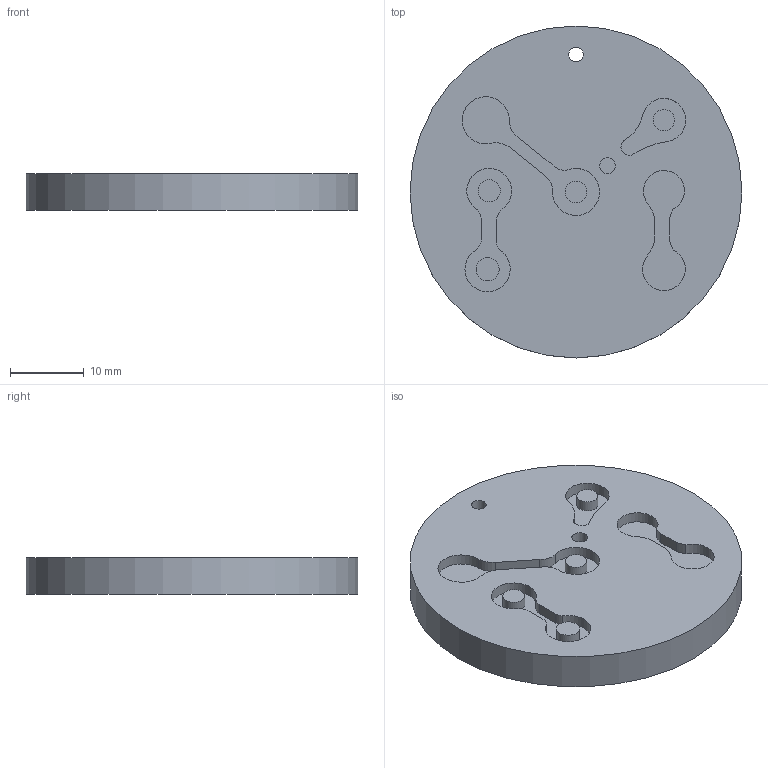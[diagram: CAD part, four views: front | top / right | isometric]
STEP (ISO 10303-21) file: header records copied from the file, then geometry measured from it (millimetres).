
FILE_DESCRIPTION(/* description */ (''),/* implementation_level */ '2;1');
FILE_NAME(/* name */ 'Makera40mmKeychain.step',/* time_stamp */ '2023-12-12T10:04:24-05:00',/* author */ (''),/* organization */ (''),/* preprocessor_version */ 'ST-DEVELOPER v20',/* originating_system */ 'Autodesk Translation Framework v12.14.0.127',/* authorisation */ '');
FILE_SCHEMA (('AUTOMOTIVE_DESIGN { 1 0 10303 214 3 1 1 }'));
Length unit declared in the file: millimetre
Products named in the file (1): Keychaintest
Bounding box: 45 x 45 x 5 mm (x, y, z)
Volume: 7597.2 mm3; surface area: 4225.4 mm2
Topology: 1 solids, 1 shells, 46 faces, 105 edges, 70 vertices
Faces by surface type: cylinder 29, plane 17
Full cylindrical faces by diameter (mm): 2 x1, 2.153 x1, 2.871 x1, 2.951 x1, 3.001 x1, 3.127 x1, 45 x1
Entity records: 1364 total; most frequent: DIRECTION 257, CARTESIAN_POINT 222, ORIENTED_EDGE 210, EDGE_CURVE 105, AXIS2_PLACEMENT_3D 105, VERTEX_POINT 70, CIRCLE 58, EDGE_LOOP 57
